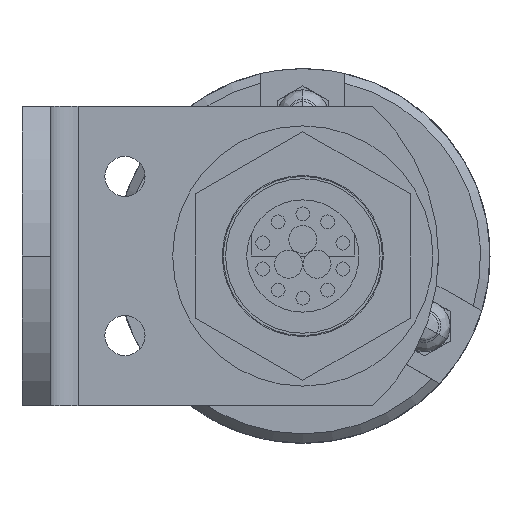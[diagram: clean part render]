
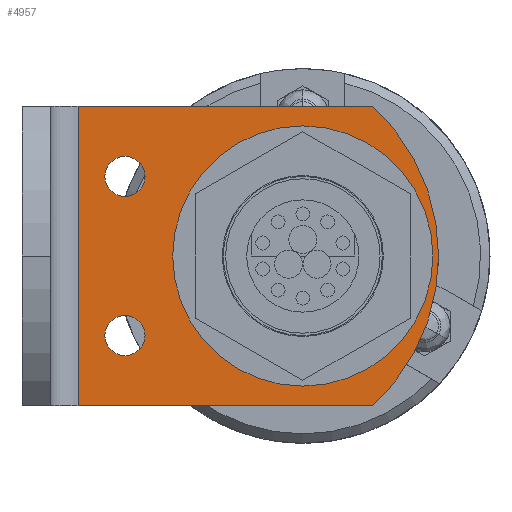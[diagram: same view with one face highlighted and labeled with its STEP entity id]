
A CAD part, front view. The second image highlights one B-rep face of the part: STEP entity #4957.
In plain terms, the highlighted planar face has unit normal (0, -1, 0).
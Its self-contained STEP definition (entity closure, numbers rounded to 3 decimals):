
#16 = AXIS2_PLACEMENT_3D ( 'NONE', #12338, #6601, #820 ) ;
#86 = VECTOR ( 'NONE', #2464, 1000. ) ;
#186 = DIRECTION ( 'NONE',  ( 0., -1., 0. ) ) ;
#463 = AXIS2_PLACEMENT_3D ( 'NONE', #5630, #12331, #6598 ) ;
#578 = DIRECTION ( 'NONE',  ( 0., -1., 0. ) ) ;
#581 = DIRECTION ( 'NONE',  ( 0., -1., 0. ) ) ;
#628 = PLANE ( 'NONE',  #11162 ) ;
#820 = DIRECTION ( 'NONE',  ( 0., 0., -1. ) ) ;
#908 = DIRECTION ( 'NONE',  ( 0., 0., -1. ) ) ;
#922 = FACE_BOUND ( 'NONE', #2944, .T. ) ;
#1371 = EDGE_CURVE ( 'NONE', #6390, #10001, #10838, .T. ) ;
#1391 = AXIS2_PLACEMENT_3D ( 'NONE', #10285, #4555, #11258 ) ;
#1401 = CARTESIAN_POINT ( 'NONE',  ( 7.5, -287.5, -16. ) ) ;
#1613 = CARTESIAN_POINT ( 'NONE',  ( 14.5, -287.5, 16. ) ) ;
#1645 = VERTEX_POINT ( 'NONE', #8382 ) ;
#1664 = ORIENTED_EDGE ( 'NONE', *, *, #7374, .F. ) ;
#1958 = CIRCLE ( 'NONE', #2244, 2.15 ) ;
#2244 = AXIS2_PLACEMENT_3D ( 'NONE', #5979, #186, #6965 ) ;
#2389 = CARTESIAN_POINT ( 'NONE',  ( 14.5, -287.5, 16. ) ) ;
#2464 = DIRECTION ( 'NONE',  ( 0., 0., -1. ) ) ;
#2588 = AXIS2_PLACEMENT_3D ( 'NONE', #6370, #578, #7356 ) ;
#2764 = CIRCLE ( 'NONE', #463, 21.786 ) ;
#2798 = AXIS2_PLACEMENT_3D ( 'NONE', #10264, #4527, #11233 ) ;
#2944 = EDGE_LOOP ( 'NONE', ( #6862, #1664 ) ) ;
#2955 = EDGE_CURVE ( 'NONE', #11202, #7898, #7501, .T. ) ;
#3233 = VERTEX_POINT ( 'NONE', #3862 ) ;
#3310 = CARTESIAN_POINT ( 'NONE',  ( 14.5, -287.5, -16. ) ) ;
#3593 = ORIENTED_EDGE ( 'NONE', *, *, #2955, .T. ) ;
#3862 = CARTESIAN_POINT ( 'NONE',  ( 7.5, -287.5, 16. ) ) ;
#4053 = EDGE_CURVE ( 'NONE', #4456, #3233, #2764, .T. ) ;
#4242 = LINE ( 'NONE', #3310, #8742 ) ;
#4435 = ORIENTED_EDGE ( 'NONE', *, *, #8758, .F. ) ;
#4456 = VERTEX_POINT ( 'NONE', #1401 ) ;
#4527 = DIRECTION ( 'NONE',  ( 0., -1., 0. ) ) ;
#4547 = EDGE_CURVE ( 'NONE', #12328, #5880, #12064, .T. ) ;
#4555 = DIRECTION ( 'NONE',  ( 0., -1., 0. ) ) ;
#4680 = AXIS2_PLACEMENT_3D ( 'NONE', #12421, #6695, #908 ) ;
#4851 = EDGE_CURVE ( 'NONE', #3233, #11202, #11755, .T. ) ;
#4957 = ADVANCED_FACE ( 'NONE', ( #922, #10561, #5751, #8315 ), #628, .T. ) ;
#5287 = DIRECTION ( 'NONE',  ( -1., 0., 0. ) ) ;
#5630 = CARTESIAN_POINT ( 'NONE',  ( -7.286, -287.5, 0. ) ) ;
#5699 = CIRCLE ( 'NONE', #2798, 8.6 ) ;
#5720 = ORIENTED_EDGE ( 'NONE', *, *, #1371, .F. ) ;
#5751 = FACE_BOUND ( 'NONE', #8095, .T. ) ;
#5880 = VERTEX_POINT ( 'NONE', #8917 ) ;
#5936 = ORIENTED_EDGE ( 'NONE', *, *, #4851, .T. ) ;
#5979 = CARTESIAN_POINT ( 'NONE',  ( -19., -287.5, -8.5 ) ) ;
#6041 = VERTEX_POINT ( 'NONE', #11448 ) ;
#6202 = DIRECTION ( 'NONE',  ( -1., 0., 0. ) ) ;
#6370 = CARTESIAN_POINT ( 'NONE',  ( -19., -287.5, 8.5 ) ) ;
#6390 = VERTEX_POINT ( 'NONE', #11033 ) ;
#6478 = EDGE_CURVE ( 'NONE', #10001, #6390, #5699, .T. ) ;
#6510 = CIRCLE ( 'NONE', #4680, 2.15 ) ;
#6598 = DIRECTION ( 'NONE',  ( 0., 0., -1. ) ) ;
#6601 = DIRECTION ( 'NONE',  ( 0., -1., 0. ) ) ;
#6695 = DIRECTION ( 'NONE',  ( 0., -1., 0. ) ) ;
#6862 = ORIENTED_EDGE ( 'NONE', *, *, #4547, .F. ) ;
#6965 = DIRECTION ( 'NONE',  ( 0., 0., -1. ) ) ;
#7139 = EDGE_CURVE ( 'NONE', #6041, #1645, #6510, .T. ) ;
#7356 = DIRECTION ( 'NONE',  ( 0., 0., -1. ) ) ;
#7374 = EDGE_CURVE ( 'NONE', #5880, #12328, #10553, .T. ) ;
#7501 = LINE ( 'NONE', #10162, #86 ) ;
#7623 = EDGE_LOOP ( 'NONE', ( #7937, #10318, #5936, #3593 ) ) ;
#7898 = VERTEX_POINT ( 'NONE', #10534 ) ;
#7937 = ORIENTED_EDGE ( 'NONE', *, *, #10573, .F. ) ;
#8095 = EDGE_LOOP ( 'NONE', ( #8936, #5720 ) ) ;
#8315 = FACE_OUTER_BOUND ( 'NONE', #7623, .T. ) ;
#8382 = CARTESIAN_POINT ( 'NONE',  ( -19., -287.5, -6.35 ) ) ;
#8742 = VECTOR ( 'NONE', #6202, 1000. ) ;
#8758 = EDGE_CURVE ( 'NONE', #1645, #6041, #1958, .T. ) ;
#8917 = CARTESIAN_POINT ( 'NONE',  ( -19., -287.5, 6.35 ) ) ;
#8936 = ORIENTED_EDGE ( 'NONE', *, *, #6478, .F. ) ;
#9214 = VECTOR ( 'NONE', #5287, 1000. ) ;
#9310 = DIRECTION ( 'NONE',  ( 0., 0., -1. ) ) ;
#10001 = VERTEX_POINT ( 'NONE', #11016 ) ;
#10162 = CARTESIAN_POINT ( 'NONE',  ( -24., -287.5, 16. ) ) ;
#10264 = CARTESIAN_POINT ( 'NONE',  ( 0., -287.5, 0. ) ) ;
#10285 = CARTESIAN_POINT ( 'NONE',  ( 0., -287.5, 0. ) ) ;
#10318 = ORIENTED_EDGE ( 'NONE', *, *, #4053, .T. ) ;
#10467 = ORIENTED_EDGE ( 'NONE', *, *, #7139, .F. ) ;
#10534 = CARTESIAN_POINT ( 'NONE',  ( -24., -287.5, -16. ) ) ;
#10553 = CIRCLE ( 'NONE', #16, 2.15 ) ;
#10561 = FACE_BOUND ( 'NONE', #12155, .T. ) ;
#10573 = EDGE_CURVE ( 'NONE', #4456, #7898, #4242, .T. ) ;
#10838 = CIRCLE ( 'NONE', #1391, 8.6 ) ;
#11016 = CARTESIAN_POINT ( 'NONE',  ( 0., -287.5, 8.6 ) ) ;
#11033 = CARTESIAN_POINT ( 'NONE',  ( 0., -287.5, -8.6 ) ) ;
#11162 = AXIS2_PLACEMENT_3D ( 'NONE', #1613, #581, #9310 ) ;
#11176 = CARTESIAN_POINT ( 'NONE',  ( -19., -287.5, 10.65 ) ) ;
#11202 = VERTEX_POINT ( 'NONE', #12071 ) ;
#11233 = DIRECTION ( 'NONE',  ( 0., 0., -1. ) ) ;
#11258 = DIRECTION ( 'NONE',  ( 0., 0., -1. ) ) ;
#11448 = CARTESIAN_POINT ( 'NONE',  ( -19., -287.5, -10.65 ) ) ;
#11755 = LINE ( 'NONE', #2389, #9214 ) ;
#12064 = CIRCLE ( 'NONE', #2588, 2.15 ) ;
#12071 = CARTESIAN_POINT ( 'NONE',  ( -24., -287.5, 16. ) ) ;
#12155 = EDGE_LOOP ( 'NONE', ( #4435, #10467 ) ) ;
#12328 = VERTEX_POINT ( 'NONE', #11176 ) ;
#12331 = DIRECTION ( 'NONE',  ( 0., -1., 0. ) ) ;
#12338 = CARTESIAN_POINT ( 'NONE',  ( -19., -287.5, 8.5 ) ) ;
#12421 = CARTESIAN_POINT ( 'NONE',  ( -19., -287.5, -8.5 ) ) ;
